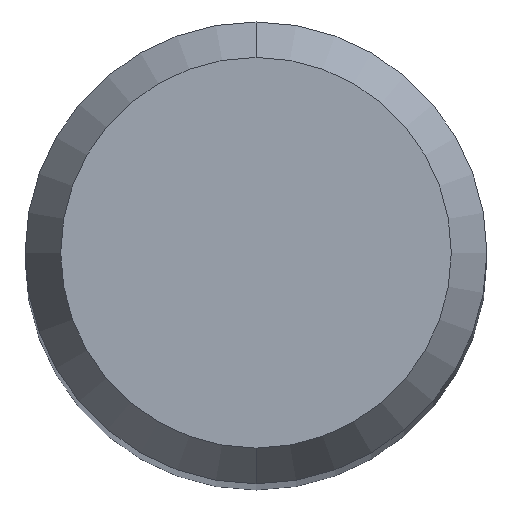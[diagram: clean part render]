
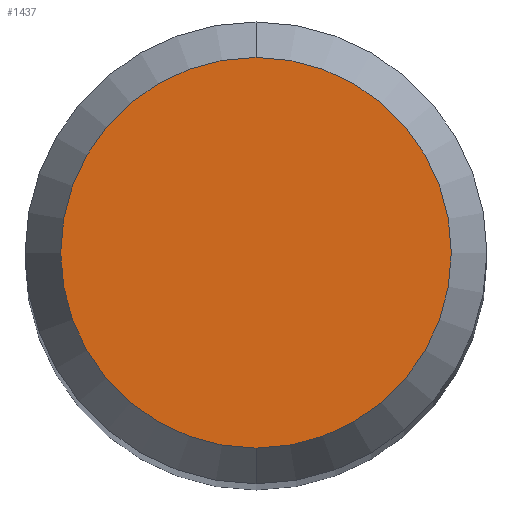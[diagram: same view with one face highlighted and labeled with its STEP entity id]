
A CAD part, top view. The second image highlights one B-rep face of the part: STEP entity #1437.
In plain terms, the highlighted planar face has unit normal (0, 0, 1).
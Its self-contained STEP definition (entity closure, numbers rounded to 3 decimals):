
#543=EDGE_CURVE('',#731,#1021,#1542,.T.);
#731=VERTEX_POINT('',#1752);
#965=EDGE_CURVE('',#1021,#731,#2004,.T.);
#1021=VERTEX_POINT('',#2066);
#1437=ADVANCED_FACE('',(#2521),#2522,.T.);
#1542=CIRCLE('',#2745,2.538);
#1752=CARTESIAN_POINT('',(0.,-2.538,0.0));
#2004=CIRCLE('',#7832,2.538);
#2066=CARTESIAN_POINT('',(0.0,2.538,0.0));
#2521=FACE_OUTER_BOUND('',#11787,.T.);
#2522=PLANE('',#11788);
#2745=AXIS2_PLACEMENT_3D('',#12378,#12379,#12380);
#7832=AXIS2_PLACEMENT_3D('',#12808,#12809,#12810);
#11787=EDGE_LOOP('',(#13347,#13348));
#11788=AXIS2_PLACEMENT_3D('',#13349,#13350,#13351);
#12378=CARTESIAN_POINT('',(0.0,0.0,0.0));
#12379=DIRECTION('',(0.0,0.0,-1.0));
#12380=DIRECTION('',(0.0,1.0,0.0));
#12808=CARTESIAN_POINT('',(0.0,0.0,0.0));
#12809=DIRECTION('',(0.0,0.0,-1.0));
#12810=DIRECTION('',(0.0,1.0,0.0));
#13347=ORIENTED_EDGE('',*,*,#965,.F.);
#13348=ORIENTED_EDGE('',*,*,#543,.F.);
#13349=CARTESIAN_POINT('',(0.0,1.269,0.0));
#13350=DIRECTION('',(-0.0,0.0,1.0));
#13351=DIRECTION('',(0.0,-1.0,0.0));
